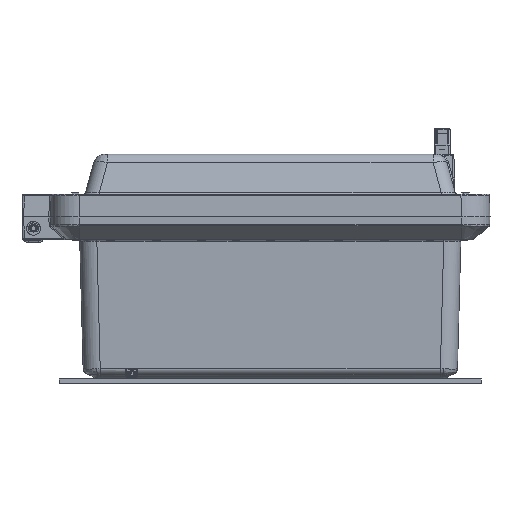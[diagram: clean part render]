
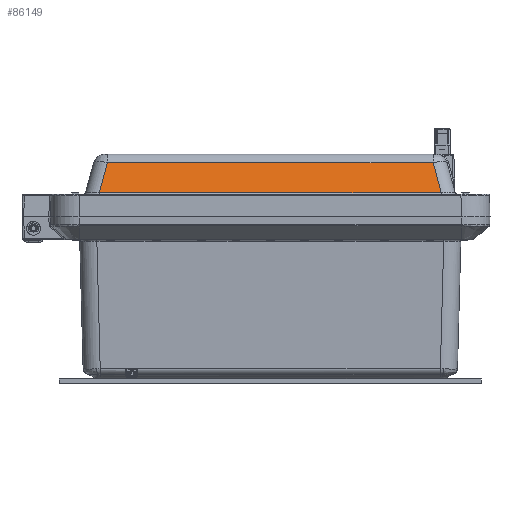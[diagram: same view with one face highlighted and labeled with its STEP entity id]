
A CAD part, front view. The second image highlights one B-rep face of the part: STEP entity #86149.
In plain terms, the highlighted planar face has unit normal (0, -0.966, 0.259).
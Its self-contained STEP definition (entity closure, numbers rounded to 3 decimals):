
#85288=CARTESIAN_POINT('',(285.349,-459.498,95.176));
#85289=VERTEX_POINT('',#85288);
#85322=CARTESIAN_POINT('',(-285.349,-459.498,95.176));
#85323=VERTEX_POINT('',#85322);
#85331=CARTESIAN_POINT('',(-285.349,-459.498,95.176));
#85332=DIRECTION('',(1.0,0.0,0.0));
#85333=VECTOR('',#85332,570.699);
#85334=LINE('',#85331,#85333);
#85335=EDGE_CURVE('',#85323,#85289,#85334,.T.);
#85817=CARTESIAN_POINT('',(299.538,-473.686,42.224));
#85818=VERTEX_POINT('',#85817);
#85843=CARTESIAN_POINT('',(-299.538,-473.686,42.224));
#85844=VERTEX_POINT('',#85843);
#85872=CARTESIAN_POINT('',(299.538,-473.686,42.224));
#85873=DIRECTION('',(-1.0,0.0,0.0));
#85874=VECTOR('',#85873,599.076);
#85875=LINE('',#85872,#85874);
#85876=EDGE_CURVE('',#85818,#85844,#85875,.T.);
#86124=CARTESIAN_POINT('',(-299.538,-473.686,42.224));
#86125=DIRECTION('',(0.251,0.251,0.935));
#86126=VECTOR('',#86125,56.627);
#86127=LINE('',#86124,#86126);
#86128=EDGE_CURVE('',#85844,#85323,#86127,.T.);
#86133=CARTESIAN_POINT('',(324.282,-474.282,40.));
#86134=DIRECTION('',(0.,-0.966,0.259));
#86135=DIRECTION('',(1.0,0.0,0.0));
#86136=AXIS2_PLACEMENT_3D('',#86133,#86134,#86135);
#86137=PLANE('',#86136);
#86138=ORIENTED_EDGE('',*,*,#85335,.F.);
#86139=ORIENTED_EDGE('',*,*,#86128,.F.);
#86140=ORIENTED_EDGE('',*,*,#85876,.F.);
#86141=CARTESIAN_POINT('',(285.349,-459.498,95.176));
#86142=DIRECTION('',(0.251,-0.251,-0.935));
#86143=VECTOR('',#86142,56.627);
#86144=LINE('',#86141,#86143);
#86145=EDGE_CURVE('',#85289,#85818,#86144,.T.);
#86146=ORIENTED_EDGE('',*,*,#86145,.F.);
#86147=EDGE_LOOP('',(#86138,#86139,#86140,#86146));
#86148=FACE_OUTER_BOUND('',#86147,.T.);
#86149=ADVANCED_FACE('',(#86148),#86137,.T.);
